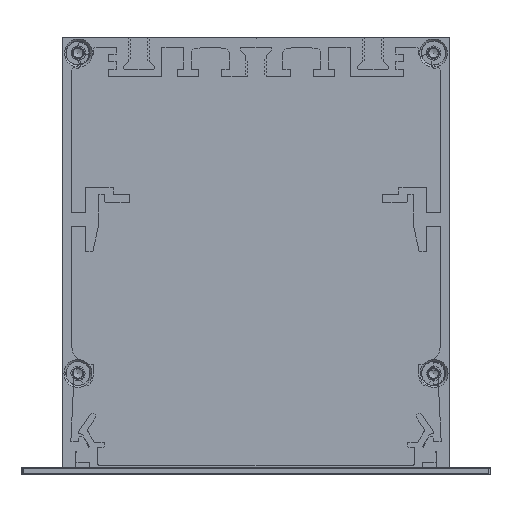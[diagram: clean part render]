
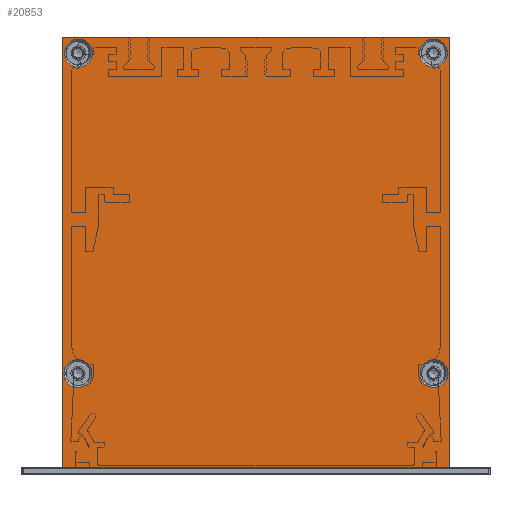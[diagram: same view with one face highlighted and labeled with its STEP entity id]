
A CAD part, front view. The second image highlights one B-rep face of the part: STEP entity #20853.
In plain terms, the highlighted planar face has unit normal (0, -1, 0).
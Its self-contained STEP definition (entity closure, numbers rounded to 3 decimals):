
#175=FACE_BOUND('',#3475,.T.);
#176=FACE_BOUND('',#3476,.T.);
#177=FACE_BOUND('',#3477,.T.);
#178=FACE_BOUND('',#3478,.T.);
#333=PLANE('',#22338);
#2346=FACE_OUTER_BOUND('',#3474,.T.);
#3474=EDGE_LOOP('',(#16783,#16784,#16785,#16786));
#3475=EDGE_LOOP('',(#16787));
#3476=EDGE_LOOP('',(#16788));
#3477=EDGE_LOOP('',(#16789));
#3478=EDGE_LOOP('',(#16790));
#4377=CIRCLE('',#22031,2.75);
#4398=CIRCLE('',#22101,2.75);
#4420=CIRCLE('',#22172,2.75);
#4439=CIRCLE('',#22238,2.75);
#5436=LINE('',#42083,#6983);
#5437=LINE('',#42085,#6984);
#5438=LINE('',#42087,#6985);
#5439=LINE('',#42088,#6986);
#6983=VECTOR('',#25739,10.);
#6984=VECTOR('',#25740,10.);
#6985=VECTOR('',#25741,10.);
#6986=VECTOR('',#25742,10.);
#8813=VERTEX_POINT('',#36954);
#8940=VERTEX_POINT('',#38580);
#9067=VERTEX_POINT('',#40204);
#9181=VERTEX_POINT('',#41696);
#9361=VERTEX_POINT('',#42081);
#9362=VERTEX_POINT('',#42082);
#9363=VERTEX_POINT('',#42084);
#9364=VERTEX_POINT('',#42086);
#11310=EDGE_CURVE('',#8813,#8813,#4377,.T.);
#11499=EDGE_CURVE('',#8940,#8940,#4398,.T.);
#11687=EDGE_CURVE('',#9067,#9067,#4420,.T.);
#11858=EDGE_CURVE('',#9181,#9181,#4439,.T.);
#12045=EDGE_CURVE('',#9361,#9362,#5436,.T.);
#12046=EDGE_CURVE('',#9362,#9363,#5437,.T.);
#12047=EDGE_CURVE('',#9363,#9364,#5438,.T.);
#12048=EDGE_CURVE('',#9364,#9361,#5439,.T.);
#16783=ORIENTED_EDGE('',*,*,#12045,.T.);
#16784=ORIENTED_EDGE('',*,*,#12046,.T.);
#16785=ORIENTED_EDGE('',*,*,#12047,.T.);
#16786=ORIENTED_EDGE('',*,*,#12048,.T.);
#16787=ORIENTED_EDGE('',*,*,#11499,.T.);
#16788=ORIENTED_EDGE('',*,*,#11687,.T.);
#16789=ORIENTED_EDGE('',*,*,#11858,.T.);
#16790=ORIENTED_EDGE('',*,*,#11310,.T.);
#20853=ADVANCED_FACE('',(#2346,#175,#176,#177,#178),#333,.T.);
#22031=AXIS2_PLACEMENT_3D('',#36955,#24866,#24867);
#22101=AXIS2_PLACEMENT_3D('',#38582,#25059,#25060);
#22172=AXIS2_PLACEMENT_3D('',#40206,#25253,#25254);
#22238=AXIS2_PLACEMENT_3D('',#41697,#25433,#25434);
#22338=AXIS2_PLACEMENT_3D('',#42080,#25737,#25738);
#24866=DIRECTION('center_axis',(0.,1.,0.));
#24867=DIRECTION('ref_axis',(-1.,0.,0.));
#25059=DIRECTION('center_axis',(0.,1.,0.));
#25060=DIRECTION('ref_axis',(-1.,0.,0.));
#25253=DIRECTION('center_axis',(0.,1.,0.));
#25254=DIRECTION('ref_axis',(-1.,0.,0.));
#25433=DIRECTION('center_axis',(0.,1.,0.));
#25434=DIRECTION('ref_axis',(-1.,0.,0.));
#25737=DIRECTION('center_axis',(0.,-1.,0.));
#25738=DIRECTION('ref_axis',(0.,0.,1.));
#25739=DIRECTION('',(1.,0.,0.));
#25740=DIRECTION('',(0.,0.,1.));
#25741=DIRECTION('',(-1.,0.,0.));
#25742=DIRECTION('',(0.,0.,-1.));
#36954=CARTESIAN_POINT('',(37.65,-565.5,-3.1));
#36955=CARTESIAN_POINT('Origin',(34.9,-565.5,-3.1));
#38580=CARTESIAN_POINT('',(-32.15,-565.5,-3.1));
#38582=CARTESIAN_POINT('Origin',(-34.9,-565.5,-3.1));
#40204=CARTESIAN_POINT('',(37.75,-565.5,-66.1));
#40206=CARTESIAN_POINT('Origin',(35.,-565.5,-66.1));
#41696=CARTESIAN_POINT('',(-32.25,-565.5,-66.1));
#41697=CARTESIAN_POINT('Origin',(-35.,-565.5,-66.1));
#42080=CARTESIAN_POINT('Origin',(0.,-565.5,-43.));
#42081=CARTESIAN_POINT('',(-38.,-565.5,-84.6));
#42082=CARTESIAN_POINT('',(38.,-565.5,-84.6));
#42083=CARTESIAN_POINT('',(0.,-565.5,-84.6));
#42084=CARTESIAN_POINT('',(38.,-565.5,0.));
#42085=CARTESIAN_POINT('',(38.,-565.5,0.));
#42086=CARTESIAN_POINT('',(-38.,-565.5,0.));
#42087=CARTESIAN_POINT('',(-38.,-565.5,0.));
#42088=CARTESIAN_POINT('',(-38.,-565.5,-86.));
